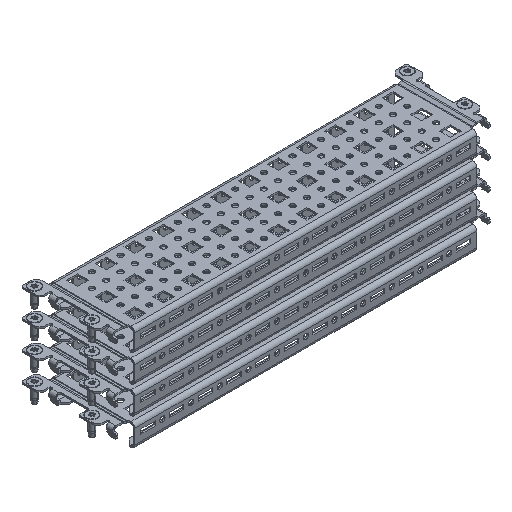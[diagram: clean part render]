
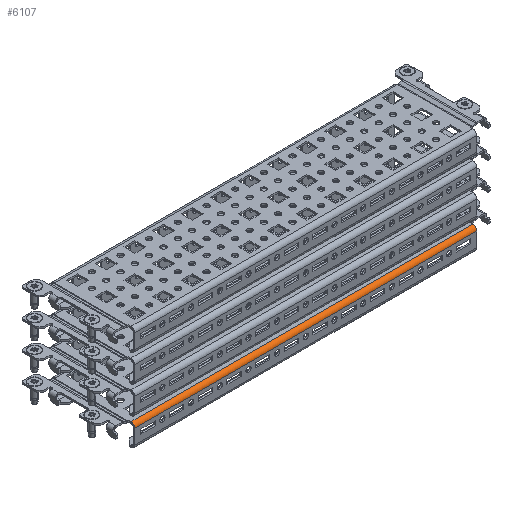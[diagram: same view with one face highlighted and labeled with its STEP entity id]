
A CAD part, isometric view. The second image highlights one B-rep face of the part: STEP entity #6107.
In plain terms, the highlighted cylindrical face has radius 3.4 mm (diameter 6.8 mm), a partial arc.
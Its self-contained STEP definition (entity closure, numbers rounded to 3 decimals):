
#1924 = CARTESIAN_POINT ( 'NONE',  ( 149., -33.1, 9.75 ) ) ;
#2569 = CARTESIAN_POINT ( 'NONE',  ( 149., -36.5, 6.35 ) ) ;
#2772 = VECTOR ( 'NONE', #4409, 1000. ) ;
#3286 = EDGE_LOOP ( 'NONE', ( #6582, #7199, #21541, #4626 ) ) ;
#3307 = EDGE_CURVE ( 'NONE', #11187, #20594, #3802, .T. ) ;
#3785 = DIRECTION ( 'NONE',  ( 0., 0., 1. ) ) ;
#3802 = LINE ( 'NONE', #1924, #16891 ) ;
#3853 = DIRECTION ( 'NONE',  ( 1., 0., 0. ) ) ;
#4207 = DIRECTION ( 'NONE',  ( 1., 0., 0. ) ) ;
#4409 = DIRECTION ( 'NONE',  ( -1., 0., 0. ) ) ;
#4626 = ORIENTED_EDGE ( 'NONE', *, *, #3307, .T. ) ;
#5281 = DIRECTION ( 'NONE',  ( 0., 0., 1. ) ) ;
#5574 = CARTESIAN_POINT ( 'NONE',  ( 149., -33.1, 6.35 ) ) ;
#5842 = LINE ( 'NONE', #2569, #2772 ) ;
#6107 = ADVANCED_FACE ( 'NONE', ( #7046 ), #11513, .T. ) ;
#6582 = ORIENTED_EDGE ( 'NONE', *, *, #10631, .T. ) ;
#7046 = FACE_OUTER_BOUND ( 'NONE', #3286, .T. ) ;
#7199 = ORIENTED_EDGE ( 'NONE', *, *, #9397, .F. ) ;
#8074 = CARTESIAN_POINT ( 'NONE',  ( 149., -36.5, 6.35 ) ) ;
#8779 = CIRCLE ( 'NONE', #19813, 3.4 ) ;
#9397 = EDGE_CURVE ( 'NONE', #11530, #21642, #5842, .T. ) ;
#10631 = EDGE_CURVE ( 'NONE', #20594, #21642, #22129, .T. ) ;
#11187 = VERTEX_POINT ( 'NONE', #21743 ) ;
#11513 = CYLINDRICAL_SURFACE ( 'NONE', #13481, 3.4 ) ;
#11530 = VERTEX_POINT ( 'NONE', #8074 ) ;
#11817 = EDGE_CURVE ( 'NONE', #11187, #11530, #8779, .T. ) ;
#11901 = AXIS2_PLACEMENT_3D ( 'NONE', #20150, #4207, #21995 ) ;
#12316 = DIRECTION ( 'NONE',  ( -1., 0., 0. ) ) ;
#13481 = AXIS2_PLACEMENT_3D ( 'NONE', #15954, #12316, #5281 ) ;
#15954 = CARTESIAN_POINT ( 'NONE',  ( 149., -33.1, 6.35 ) ) ;
#16891 = VECTOR ( 'NONE', #18157, 1000. ) ;
#18103 = CARTESIAN_POINT ( 'NONE',  ( -149., -33.1, 9.75 ) ) ;
#18157 = DIRECTION ( 'NONE',  ( -1., 0., 0. ) ) ;
#19813 = AXIS2_PLACEMENT_3D ( 'NONE', #5574, #3853, #3785 ) ;
#20150 = CARTESIAN_POINT ( 'NONE',  ( -149., -33.1, 6.35 ) ) ;
#20394 = CARTESIAN_POINT ( 'NONE',  ( -149., -36.5, 6.35 ) ) ;
#20594 = VERTEX_POINT ( 'NONE', #18103 ) ;
#21541 = ORIENTED_EDGE ( 'NONE', *, *, #11817, .F. ) ;
#21642 = VERTEX_POINT ( 'NONE', #20394 ) ;
#21743 = CARTESIAN_POINT ( 'NONE',  ( 149., -33.1, 9.75 ) ) ;
#21995 = DIRECTION ( 'NONE',  ( 0., 0., 1. ) ) ;
#22129 = CIRCLE ( 'NONE', #11901, 3.4 ) ;
